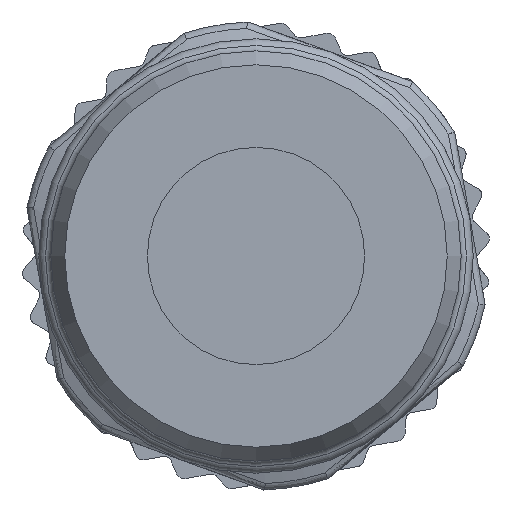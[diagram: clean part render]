
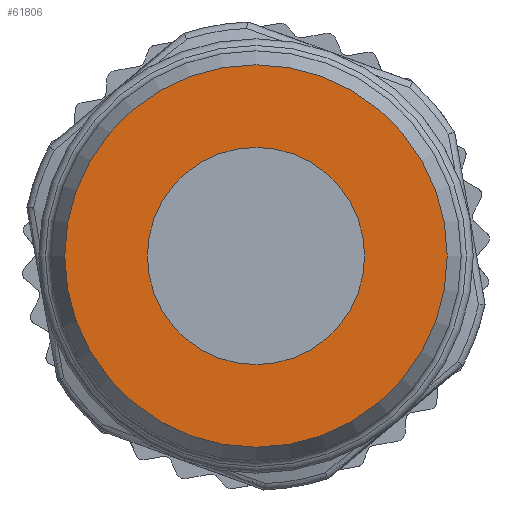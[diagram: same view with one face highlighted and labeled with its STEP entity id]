
A CAD part, left-side view. The second image highlights one B-rep face of the part: STEP entity #61806.
In plain terms, the highlighted planar face has unit normal (-1, 0, 0).
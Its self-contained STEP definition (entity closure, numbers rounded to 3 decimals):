
#61806 = ADVANCED_FACE('',(#61807,#61865),#61820,.T.);
#61807 = FACE_BOUND('',#61808,.T.);
#61808 = EDGE_LOOP('',(#61809));
#61809 = ORIENTED_EDGE('',*,*,#61810,.F.);
#61810 = EDGE_CURVE('',#61811,#61811,#61813,.T.);
#61811 = VERTEX_POINT('',#61812);
#61812 = CARTESIAN_POINT('',(-21.3,0.,2.25));
#61813 = SURFACE_CURVE('',#61814,(#61819,#61831),.PCURVE_S1.);
#61814 = CIRCLE('',#61815,2.25);
#61815 = AXIS2_PLACEMENT_3D('',#61816,#61817,#61818);
#61816 = CARTESIAN_POINT('',(-21.3,0.,0.));
#61817 = DIRECTION('',(-1.,0.,0.));
#61818 = DIRECTION('',(0.,0.,1.));
#61819 = PCURVE('',#61820,#61825);
#61820 = PLANE('',#61821);
#61821 = AXIS2_PLACEMENT_3D('',#61822,#61823,#61824);
#61822 = CARTESIAN_POINT('',(-21.3,0.,0.));
#61823 = DIRECTION('',(-1.,0.,0.));
#61824 = DIRECTION('',(0.,0.,-1.));
#61825 = DEFINITIONAL_REPRESENTATION('',(#61826),#61830);
#61826 = CIRCLE('',#61827,2.25);
#61827 = AXIS2_PLACEMENT_2D('',#61828,#61829);
#61828 = CARTESIAN_POINT('',(0.,0.));
#61829 = DIRECTION('',(-1.,0.));
#61830 = ( GEOMETRIC_REPRESENTATION_CONTEXT(2) 
PARAMETRIC_REPRESENTATION_CONTEXT() REPRESENTATION_CONTEXT('2D SPACE',''
  ) );
#61831 = PCURVE('',#61832,#61837);
#61832 = CYLINDRICAL_SURFACE('',#61833,2.25);
#61833 = AXIS2_PLACEMENT_3D('',#61834,#61835,#61836);
#61834 = CARTESIAN_POINT('',(-21.3,0.,0.));
#61835 = DIRECTION('',(-1.,0.,0.));
#61836 = DIRECTION('',(0.,0.,1.));
#61837 = DEFINITIONAL_REPRESENTATION('',(#61838),#61864);
#61838 = B_SPLINE_CURVE_WITH_KNOTS('',3,(#61839,#61840,#61841,#61842,
    #61843,#61844,#61845,#61846,#61847,#61848,#61849,#61850,#61851,
    #61852,#61853,#61854,#61855,#61856,#61857,#61858,#61859,#61860,
    #61861,#61862,#61863),.UNSPECIFIED.,.F.,.F.,(4,1,1,1,1,1,1,1,1,1,1,1
    ,1,1,1,1,1,1,1,1,1,1,4),(0.,0.286,0.571,
    0.857,1.142,1.428,1.714,
    1.999,2.285,2.57,2.856,
    3.142,3.427,3.713,3.998,
    4.284,4.57,4.855,5.141,
    5.426,5.712,5.998,6.283),
  .QUASI_UNIFORM_KNOTS.);
#61839 = CARTESIAN_POINT('',(0.,0.));
#61840 = CARTESIAN_POINT('',(0.095,0.));
#61841 = CARTESIAN_POINT('',(0.286,0.));
#61842 = CARTESIAN_POINT('',(0.571,0.));
#61843 = CARTESIAN_POINT('',(0.857,0.));
#61844 = CARTESIAN_POINT('',(1.142,0.));
#61845 = CARTESIAN_POINT('',(1.428,0.));
#61846 = CARTESIAN_POINT('',(1.714,0.));
#61847 = CARTESIAN_POINT('',(1.999,0.));
#61848 = CARTESIAN_POINT('',(2.285,0.));
#61849 = CARTESIAN_POINT('',(2.57,0.));
#61850 = CARTESIAN_POINT('',(2.856,0.));
#61851 = CARTESIAN_POINT('',(3.142,0.));
#61852 = CARTESIAN_POINT('',(3.427,0.));
#61853 = CARTESIAN_POINT('',(3.713,0.));
#61854 = CARTESIAN_POINT('',(3.998,0.));
#61855 = CARTESIAN_POINT('',(4.284,0.));
#61856 = CARTESIAN_POINT('',(4.57,0.));
#61857 = CARTESIAN_POINT('',(4.855,0.));
#61858 = CARTESIAN_POINT('',(5.141,0.));
#61859 = CARTESIAN_POINT('',(5.426,0.));
#61860 = CARTESIAN_POINT('',(5.712,0.));
#61861 = CARTESIAN_POINT('',(5.998,0.));
#61862 = CARTESIAN_POINT('',(6.188,0.));
#61863 = CARTESIAN_POINT('',(6.283,0.));
#61864 = ( GEOMETRIC_REPRESENTATION_CONTEXT(2) 
PARAMETRIC_REPRESENTATION_CONTEXT() REPRESENTATION_CONTEXT('2D SPACE',''
  ) );
#61865 = FACE_BOUND('',#61866,.T.);
#61866 = EDGE_LOOP('',(#61867));
#61867 = ORIENTED_EDGE('',*,*,#61868,.T.);
#61868 = EDGE_CURVE('',#61869,#61869,#61871,.T.);
#61869 = VERTEX_POINT('',#61870);
#61870 = CARTESIAN_POINT('',(-21.3,0.,-3.961));
#61871 = SURFACE_CURVE('',#61872,(#61877,#61884),.PCURVE_S1.);
#61872 = CIRCLE('',#61873,3.961);
#61873 = AXIS2_PLACEMENT_3D('',#61874,#61875,#61876);
#61874 = CARTESIAN_POINT('',(-21.3,0.,0.));
#61875 = DIRECTION('',(-1.,0.,0.));
#61876 = DIRECTION('',(0.,0.,-1.));
#61877 = PCURVE('',#61820,#61878);
#61878 = DEFINITIONAL_REPRESENTATION('',(#61879),#61883);
#61879 = CIRCLE('',#61880,3.961);
#61880 = AXIS2_PLACEMENT_2D('',#61881,#61882);
#61881 = CARTESIAN_POINT('',(0.,0.));
#61882 = DIRECTION('',(1.,0.));
#61883 = ( GEOMETRIC_REPRESENTATION_CONTEXT(2) 
PARAMETRIC_REPRESENTATION_CONTEXT() REPRESENTATION_CONTEXT('2D SPACE',''
  ) );
#61884 = PCURVE('',#61885,#61890);
#61885 = CONICAL_SURFACE('',#61886,3.961,0.524);
#61886 = AXIS2_PLACEMENT_3D('',#61887,#61888,#61889);
#61887 = CARTESIAN_POINT('',(-21.3,0.,0.));
#61888 = DIRECTION('',(1.,0.,0.));
#61889 = DIRECTION('',(0.,0.,1.));
#61890 = DEFINITIONAL_REPRESENTATION('',(#61891),#61917);
#61891 = B_SPLINE_CURVE_WITH_KNOTS('',3,(#61892,#61893,#61894,#61895,
    #61896,#61897,#61898,#61899,#61900,#61901,#61902,#61903,#61904,
    #61905,#61906,#61907,#61908,#61909,#61910,#61911,#61912,#61913,
    #61914,#61915,#61916),.UNSPECIFIED.,.F.,.F.,(4,1,1,1,1,1,1,1,1,1,1,1
    ,1,1,1,1,1,1,1,1,1,1,4),(0.,0.286,0.571,
    0.857,1.142,1.428,1.714,
    1.999,2.285,2.57,2.856,
    3.142,3.427,3.713,3.998,
    4.284,4.57,4.855,5.141,
    5.426,5.712,5.998,6.283),
  .QUASI_UNIFORM_KNOTS.);
#61892 = CARTESIAN_POINT('',(9.425,0.));
#61893 = CARTESIAN_POINT('',(9.33,0.));
#61894 = CARTESIAN_POINT('',(9.139,0.));
#61895 = CARTESIAN_POINT('',(8.854,0.));
#61896 = CARTESIAN_POINT('',(8.568,0.));
#61897 = CARTESIAN_POINT('',(8.282,0.));
#61898 = CARTESIAN_POINT('',(7.997,0.));
#61899 = CARTESIAN_POINT('',(7.711,0.));
#61900 = CARTESIAN_POINT('',(7.426,0.));
#61901 = CARTESIAN_POINT('',(7.14,0.));
#61902 = CARTESIAN_POINT('',(6.854,0.));
#61903 = CARTESIAN_POINT('',(6.569,0.));
#61904 = CARTESIAN_POINT('',(6.283,0.));
#61905 = CARTESIAN_POINT('',(5.998,0.));
#61906 = CARTESIAN_POINT('',(5.712,0.));
#61907 = CARTESIAN_POINT('',(5.426,0.));
#61908 = CARTESIAN_POINT('',(5.141,0.));
#61909 = CARTESIAN_POINT('',(4.855,0.));
#61910 = CARTESIAN_POINT('',(4.57,0.));
#61911 = CARTESIAN_POINT('',(4.284,0.));
#61912 = CARTESIAN_POINT('',(3.998,0.));
#61913 = CARTESIAN_POINT('',(3.713,0.));
#61914 = CARTESIAN_POINT('',(3.427,0.));
#61915 = CARTESIAN_POINT('',(3.237,0.));
#61916 = CARTESIAN_POINT('',(3.142,0.));
#61917 = ( GEOMETRIC_REPRESENTATION_CONTEXT(2) 
PARAMETRIC_REPRESENTATION_CONTEXT() REPRESENTATION_CONTEXT('2D SPACE',''
  ) );
